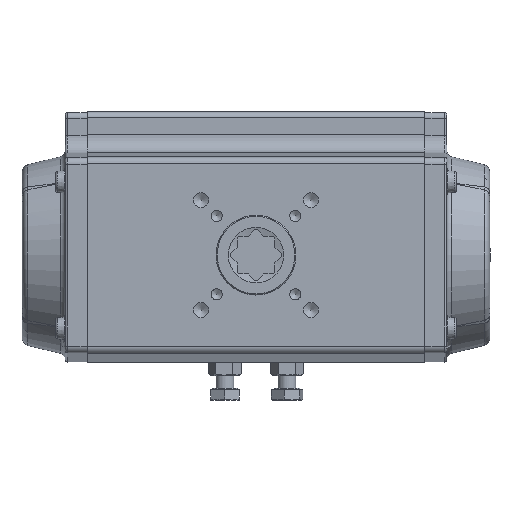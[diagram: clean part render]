
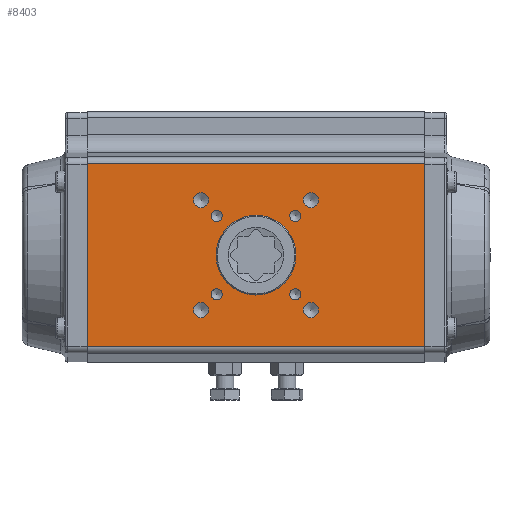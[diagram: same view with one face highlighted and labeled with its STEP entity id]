
A CAD part, front view. The second image highlights one B-rep face of the part: STEP entity #8403.
In plain terms, the highlighted planar face has unit normal (0, -1, 0).
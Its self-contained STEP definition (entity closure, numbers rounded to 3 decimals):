
#415=PLANE('',#9676);
#1156=CIRCLE('',#9576,3.4);
#1158=CIRCLE('',#9580,3.4);
#1160=CIRCLE('',#9584,3.4);
#1162=CIRCLE('',#9588,3.4);
#1164=CIRCLE('',#9592,2.5);
#1166=CIRCLE('',#9596,2.5);
#1168=CIRCLE('',#9600,2.5);
#1170=CIRCLE('',#9604,2.5);
#1186=CIRCLE('',#9636,18.);
#3234=ORIENTED_EDGE('',*,*,#4613,.T.);
#3235=ORIENTED_EDGE('',*,*,#4640,.T.);
#3236=ORIENTED_EDGE('',*,*,#4588,.F.);
#3237=ORIENTED_EDGE('',*,*,#4641,.T.);
#3238=ORIENTED_EDGE('',*,*,#4558,.F.);
#3239=ORIENTED_EDGE('',*,*,#4541,.F.);
#3240=ORIENTED_EDGE('',*,*,#4539,.F.);
#3241=ORIENTED_EDGE('',*,*,#4537,.F.);
#3242=ORIENTED_EDGE('',*,*,#4535,.F.);
#3243=ORIENTED_EDGE('',*,*,#4533,.F.);
#3244=ORIENTED_EDGE('',*,*,#4531,.F.);
#3245=ORIENTED_EDGE('',*,*,#4529,.F.);
#3246=ORIENTED_EDGE('',*,*,#4527,.F.);
#4527=EDGE_CURVE('',#5500,#5500,#1156,.T.);
#4529=EDGE_CURVE('',#5503,#5503,#1158,.T.);
#4531=EDGE_CURVE('',#5506,#5506,#1160,.T.);
#4533=EDGE_CURVE('',#5509,#5509,#1162,.T.);
#4535=EDGE_CURVE('',#5512,#5512,#1164,.T.);
#4537=EDGE_CURVE('',#5515,#5515,#1166,.T.);
#4539=EDGE_CURVE('',#5518,#5518,#1168,.T.);
#4541=EDGE_CURVE('',#5521,#5521,#1170,.T.);
#4558=EDGE_CURVE('',#5543,#5543,#1186,.T.);
#4588=EDGE_CURVE('',#5573,#5574,#6056,.T.);
#4613=EDGE_CURVE('',#5598,#5597,#6065,.T.);
#4640=EDGE_CURVE('',#5597,#5574,#6078,.T.);
#4641=EDGE_CURVE('',#5573,#5598,#6079,.T.);
#5500=VERTEX_POINT('',#16736);
#5503=VERTEX_POINT('',#16743);
#5506=VERTEX_POINT('',#16750);
#5509=VERTEX_POINT('',#16757);
#5512=VERTEX_POINT('',#16764);
#5515=VERTEX_POINT('',#16771);
#5518=VERTEX_POINT('',#16778);
#5521=VERTEX_POINT('',#16785);
#5543=VERTEX_POINT('',#16856);
#5573=VERTEX_POINT('',#17046);
#5574=VERTEX_POINT('',#17047);
#5597=VERTEX_POINT('',#17095);
#5598=VERTEX_POINT('',#17097);
#6056=LINE('',#17045,#6534);
#6065=LINE('',#17096,#6543);
#6078=LINE('',#17146,#6556);
#6079=LINE('',#17147,#6557);
#6534=VECTOR('',#11830,1000.);
#6543=VECTOR('',#11873,1000.);
#6556=VECTOR('',#11922,1000.);
#6557=VECTOR('',#11923,1000.);
#7178=EDGE_LOOP('',(#3234,#3235,#3236,#3237));
#7179=EDGE_LOOP('',(#3238));
#7180=EDGE_LOOP('',(#3239));
#7181=EDGE_LOOP('',(#3240));
#7182=EDGE_LOOP('',(#3241));
#7183=EDGE_LOOP('',(#3242));
#7184=EDGE_LOOP('',(#3243));
#7185=EDGE_LOOP('',(#3244));
#7186=EDGE_LOOP('',(#3245));
#7187=EDGE_LOOP('',(#3246));
#7820=FACE_BOUND('',#7178,.T.);
#7821=FACE_BOUND('',#7179,.T.);
#7822=FACE_BOUND('',#7180,.T.);
#7823=FACE_BOUND('',#7181,.T.);
#7824=FACE_BOUND('',#7182,.T.);
#7825=FACE_BOUND('',#7183,.T.);
#7826=FACE_BOUND('',#7184,.T.);
#7827=FACE_BOUND('',#7185,.T.);
#7828=FACE_BOUND('',#7186,.T.);
#7829=FACE_BOUND('',#7187,.T.);
#8403=ADVANCED_FACE('',(#7820,#7821,#7822,#7823,#7824,#7825,#7826,#7827,
#7828,#7829),#415,.F.);
#9576=AXIS2_PLACEMENT_3D('',#16735,#11679,#11680);
#9580=AXIS2_PLACEMENT_3D('',#16742,#11687,#11688);
#9584=AXIS2_PLACEMENT_3D('',#16749,#11695,#11696);
#9588=AXIS2_PLACEMENT_3D('',#16756,#11703,#11704);
#9592=AXIS2_PLACEMENT_3D('',#16763,#11711,#11712);
#9596=AXIS2_PLACEMENT_3D('',#16770,#11719,#11720);
#9600=AXIS2_PLACEMENT_3D('',#16777,#11727,#11728);
#9604=AXIS2_PLACEMENT_3D('',#16784,#11735,#11736);
#9636=AXIS2_PLACEMENT_3D('',#16855,#11799,#11800);
#9676=AXIS2_PLACEMENT_3D('',#17145,#11920,#11921);
#11679=DIRECTION('',(0.,-1.,0.));
#11680=DIRECTION('',(0.,0.,-1.));
#11687=DIRECTION('',(0.,-1.,0.));
#11688=DIRECTION('',(0.,0.,-1.));
#11695=DIRECTION('',(0.,-1.,0.));
#11696=DIRECTION('',(0.,0.,-1.));
#11703=DIRECTION('',(0.,-1.,0.));
#11704=DIRECTION('',(0.,0.,-1.));
#11711=DIRECTION('',(0.,-1.,0.));
#11712=DIRECTION('',(0.,0.,-1.));
#11719=DIRECTION('',(0.,-1.,0.));
#11720=DIRECTION('',(0.,0.,-1.));
#11727=DIRECTION('',(0.,-1.,0.));
#11728=DIRECTION('',(0.,0.,-1.));
#11735=DIRECTION('',(0.,-1.,0.));
#11736=DIRECTION('',(0.,0.,-1.));
#11799=DIRECTION('',(0.,-1.,0.));
#11800=DIRECTION('',(0.,0.,-1.));
#11830=DIRECTION('',(0.,0.,-1.));
#11873=DIRECTION('',(0.,0.,-1.));
#11920=DIRECTION('',(0.,1.,0.));
#11921=DIRECTION('',(0.,0.,1.));
#11922=DIRECTION('',(1.,0.,0.));
#11923=DIRECTION('',(-1.,0.,0.));
#16735=CARTESIAN_POINT('',(-26.424,-55.16,189.999));
#16736=CARTESIAN_POINT('',(-26.424,-55.16,186.599));
#16742=CARTESIAN_POINT('',(23.073,-55.16,189.999));
#16743=CARTESIAN_POINT('',(23.073,-55.16,186.599));
#16749=CARTESIAN_POINT('',(23.073,-55.16,140.501));
#16750=CARTESIAN_POINT('',(23.073,-55.16,137.101));
#16756=CARTESIAN_POINT('',(-26.424,-55.16,140.501));
#16757=CARTESIAN_POINT('',(-26.424,-55.16,137.101));
#16763=CARTESIAN_POINT('',(-19.353,-55.16,182.928));
#16764=CARTESIAN_POINT('',(-19.353,-55.16,180.428));
#16770=CARTESIAN_POINT('',(16.002,-55.16,182.928));
#16771=CARTESIAN_POINT('',(16.002,-55.16,180.428));
#16777=CARTESIAN_POINT('',(16.002,-55.16,147.572));
#16778=CARTESIAN_POINT('',(16.002,-55.16,145.072));
#16784=CARTESIAN_POINT('',(-19.353,-55.16,147.572));
#16785=CARTESIAN_POINT('',(-19.353,-55.16,145.072));
#16855=CARTESIAN_POINT('',(-1.675,-55.16,165.25));
#16856=CARTESIAN_POINT('',(-1.675,-55.16,147.25));
#17045=CARTESIAN_POINT('',(74.325,-55.16,209.25));
#17046=CARTESIAN_POINT('',(74.325,-55.16,206.487));
#17047=CARTESIAN_POINT('',(74.325,-55.16,124.013));
#17095=CARTESIAN_POINT('',(-77.675,-55.16,124.013));
#17096=CARTESIAN_POINT('',(-77.675,-55.16,209.25));
#17097=CARTESIAN_POINT('',(-77.675,-55.16,206.487));
#17145=CARTESIAN_POINT('',(74.325,-55.16,209.25));
#17146=CARTESIAN_POINT('',(74.325,-55.16,124.013));
#17147=CARTESIAN_POINT('',(74.325,-55.16,206.487));
